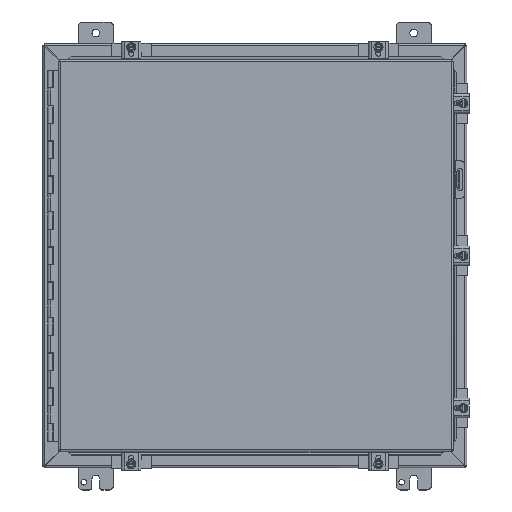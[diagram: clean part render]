
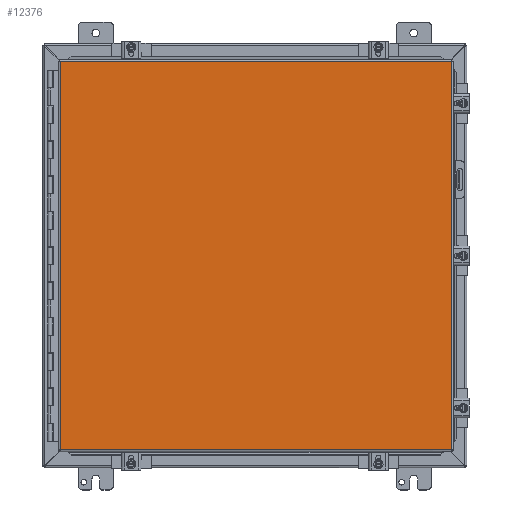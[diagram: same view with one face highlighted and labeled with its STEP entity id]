
A CAD part, top view. The second image highlights one B-rep face of the part: STEP entity #12376.
In plain terms, the highlighted face is planar.
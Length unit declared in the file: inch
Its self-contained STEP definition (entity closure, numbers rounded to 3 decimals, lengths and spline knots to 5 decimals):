
#1292=PLANE('',#13132);
#1985=LINE('',#20720,#3102);
#1991=LINE('',#20841,#3108);
#2001=LINE('',#20994,#3118);
#2004=LINE('',#21027,#3121);
#3102=VECTOR('',#15036,22.1645);
#3108=VECTOR('',#15050,22.1645);
#3118=VECTOR('',#15072,21.977);
#3121=VECTOR('',#15081,21.977);
#4122=FACE_OUTER_BOUND('',#4832,.T.);
#4832=EDGE_LOOP('',(#10025,#10026,#10027,#10028));
#6034=VERTEX_POINT('',#20711);
#6035=VERTEX_POINT('',#20719);
#6038=VERTEX_POINT('',#20789);
#6039=VERTEX_POINT('',#20833);
#7454=EDGE_CURVE('',#6035,#6034,#1985,.T.);
#7467=EDGE_CURVE('',#6038,#6039,#1991,.T.);
#7484=EDGE_CURVE('',#6034,#6038,#2001,.T.);
#7488=EDGE_CURVE('',#6039,#6035,#2004,.T.);
#10025=ORIENTED_EDGE('',*,*,#7484,.T.);
#10026=ORIENTED_EDGE('',*,*,#7467,.T.);
#10027=ORIENTED_EDGE('',*,*,#7488,.T.);
#10028=ORIENTED_EDGE('',*,*,#7454,.T.);
#12376=ADVANCED_FACE('',(#4122),#1292,.F.);
#13132=AXIS2_PLACEMENT_3D('',#21107,#15095,#15096);
#15036=DIRECTION('',(-1.,0.,0.));
#15050=DIRECTION('',(1.,0.,0.));
#15072=DIRECTION('',(0.,1.,0.));
#15081=DIRECTION('',(0.,-1.,0.));
#15095=DIRECTION('center_axis',(0.,0.,1.));
#15096=DIRECTION('ref_axis',(1.,0.,0.));
#20711=CARTESIAN_POINT('',(-11.08225,-10.9885,0.));
#20719=CARTESIAN_POINT('',(11.08225,-10.9885,0.));
#20720=CARTESIAN_POINT('',(5.54113,-10.9885,0.));
#20789=CARTESIAN_POINT('',(-11.08225,10.9885,0.));
#20833=CARTESIAN_POINT('',(11.08225,10.9885,0.));
#20841=CARTESIAN_POINT('',(-5.59375,10.9885,0.));
#20994=CARTESIAN_POINT('',(-11.08225,-5.49425,0.));
#21027=CARTESIAN_POINT('',(11.08225,5.49425,0.));
#21107=CARTESIAN_POINT('Origin',(0.,0.,
0.));
